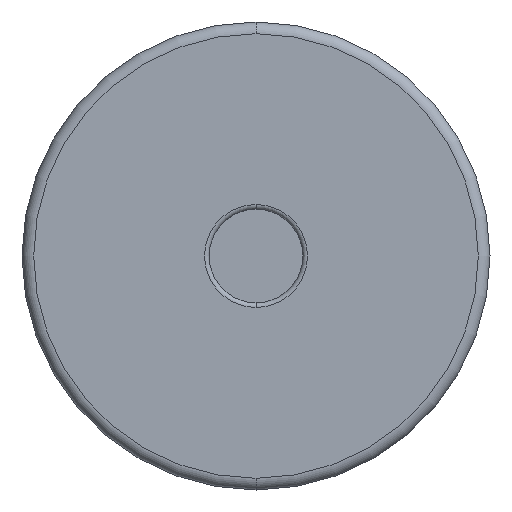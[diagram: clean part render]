
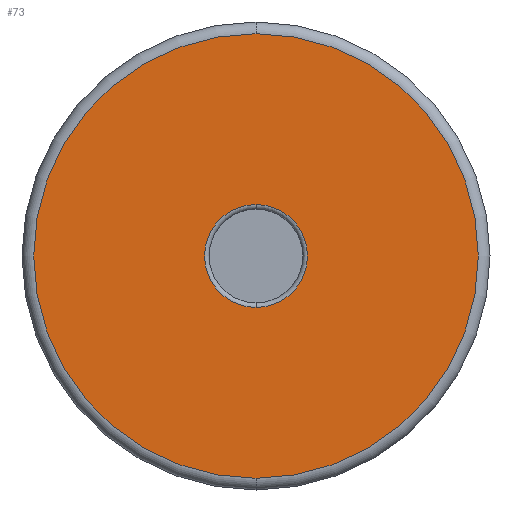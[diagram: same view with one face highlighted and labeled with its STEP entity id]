
A CAD part, front view. The second image highlights one B-rep face of the part: STEP entity #73.
In plain terms, the highlighted planar face has unit normal (0, -1, 0).
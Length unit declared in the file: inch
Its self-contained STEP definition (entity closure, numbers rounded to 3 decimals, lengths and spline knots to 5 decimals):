
#58 = EDGE_CURVE ( 'NONE', #135, #136, #107, .T. ) ;
#59 = EDGE_CURVE ( 'NONE', #138, #137, #108, .T. ) ;
#73 = ADVANCED_FACE ( 'NONE', ( #531, #524 ), #328, .F. ) ;
#88 = EDGE_CURVE ( 'NONE', #137, #138, #567, .T. ) ;
#107 = CIRCLE ( 'NONE', #490, 0.475 ) ;
#108 = CIRCLE ( 'NONE', #482, 0.11 ) ;
#135 = VERTEX_POINT ( 'NONE', #376 ) ;
#136 = VERTEX_POINT ( 'NONE', #377 ) ;
#137 = VERTEX_POINT ( 'NONE', #378 ) ;
#138 = VERTEX_POINT ( 'NONE', #379 ) ;
#147 = ORIENTED_EDGE ( 'NONE', *, *, #588, .T. ) ;
#163 = ORIENTED_EDGE ( 'NONE', *, *, #88, .T. ) ;
#164 = ORIENTED_EDGE ( 'NONE', *, *, #59, .T. ) ;
#165 = ORIENTED_EDGE ( 'NONE', *, *, #58, .T. ) ;
#260 = CARTESIAN_POINT ( 'NONE',  ( 0., 0., 0. ) ) ;
#261 = DIRECTION ( 'NONE',  ( 0., -1., 0. ) ) ;
#262 = DIRECTION ( 'NONE',  ( 0., 0., 1. ) ) ;
#263 = CARTESIAN_POINT ( 'NONE',  ( 0., 0., 0. ) ) ;
#264 = DIRECTION ( 'NONE',  ( 0., 1., 0. ) ) ;
#265 = DIRECTION ( 'NONE',  ( 0., 0., 1. ) ) ;
#328 = PLANE ( 'NONE',  #520 ) ;
#329 = CARTESIAN_POINT ( 'NONE',  ( 0., 0., 0. ) ) ;
#330 = DIRECTION ( 'NONE',  ( 0., 1., 0. ) ) ;
#331 = DIRECTION ( 'NONE',  ( 0., 0., 1. ) ) ;
#341 = CARTESIAN_POINT ( 'NONE',  ( 0., 0., 0. ) ) ;
#342 = DIRECTION ( 'NONE',  ( 0., 1., 0. ) ) ;
#343 = DIRECTION ( 'NONE',  ( 0., 0., 1. ) ) ;
#376 = CARTESIAN_POINT ( 'NONE',  ( 0., 0., 0.475 ) ) ;
#377 = CARTESIAN_POINT ( 'NONE',  ( 0., 0., -0.475 ) ) ;
#378 = CARTESIAN_POINT ( 'NONE',  ( 0., 0., 0.11 ) ) ;
#379 = CARTESIAN_POINT ( 'NONE',  ( 0., 0., -0.11 ) ) ;
#415 = CARTESIAN_POINT ( 'NONE',  ( 0., 0., 0. ) ) ;
#416 = DIRECTION ( 'NONE',  ( 0., -1., 0. ) ) ;
#417 = DIRECTION ( 'NONE',  ( 0., 0., 1. ) ) ;
#482 = AXIS2_PLACEMENT_3D ( 'NONE', #263, #264, #265 ) ;
#489 = AXIS2_PLACEMENT_3D ( 'NONE', #415, #416, #417 ) ;
#490 = AXIS2_PLACEMENT_3D ( 'NONE', #260, #261, #262 ) ;
#517 = AXIS2_PLACEMENT_3D ( 'NONE', #341, #342, #343 ) ;
#520 = AXIS2_PLACEMENT_3D ( 'NONE', #329, #330, #331 ) ;
#524 = FACE_OUTER_BOUND ( 'NONE', #540, .T. ) ;
#531 = FACE_BOUND ( 'NONE', #539, .T. ) ;
#539 = EDGE_LOOP ( 'NONE', ( #163, #164 ) ) ;
#540 = EDGE_LOOP ( 'NONE', ( #165, #147 ) ) ;
#567 = CIRCLE ( 'NONE', #517, 0.11 ) ;
#580 = CIRCLE ( 'NONE', #489, 0.475 ) ;
#588 = EDGE_CURVE ( 'NONE', #136, #135, #580, .T. ) ;
